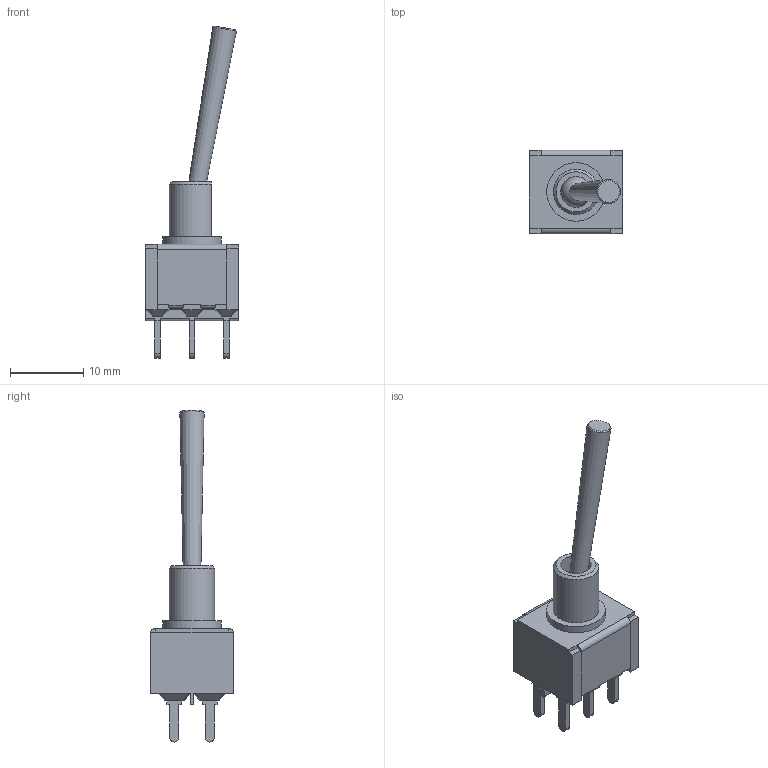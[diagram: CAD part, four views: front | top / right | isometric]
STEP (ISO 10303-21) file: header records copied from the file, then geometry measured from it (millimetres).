
FILE_DESCRIPTION(/* description */ (''),/* implementation_level */ '2;1');
FILE_NAME(/* name */ '100DPxT5B5M2xE.stp',/* time_stamp */ '2026-01-16T16:59:59-06:00',/* author */ ('jmeyers'),/* organization */ (''),/* preprocessor_version */ 'ST-DEVELOPER v18.1',/* originating_system */ 'Autodesk Inventor 2022',/* authorisation */ '');
FILE_SCHEMA (('AUTOMOTIVE_DESIGN { 1 0 10303 214 3 1 1 }'));
Length unit declared in the file: inch
Products named in the file (1): Part131
Bounding box: 12.7 x 11.43 x 45.24 mm (x, y, z)
Volume: 1075.1 mm3; surface area: 2082.8 mm2
Topology: 2 solids, 3 shells, 360 faces, 929 edges, 567 vertices
Faces by surface type: plane 262, cylinder 69, sphere 26, cone 3
Full cylindrical faces by diameter (mm): 4.2 x2, 7.98 x1
Entity records: 10601 total; most frequent: CARTESIAN_POINT 1836, ORIENTED_EDGE 1808, DIRECTION 1795, EDGE_CURVE 904, LINE 731, VECTOR 731, VERTEX_POINT 567, AXIS2_PLACEMENT_3D 532
